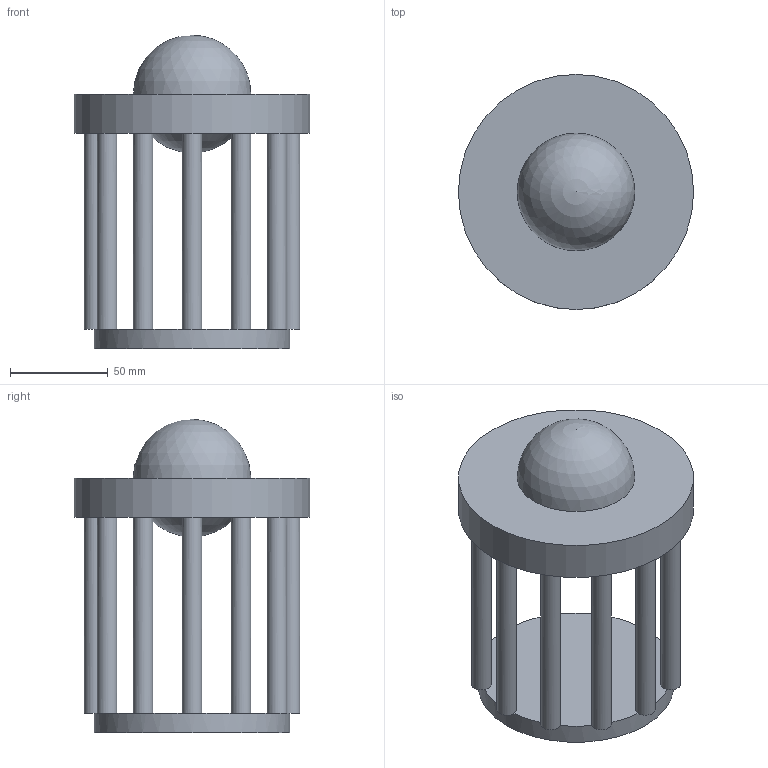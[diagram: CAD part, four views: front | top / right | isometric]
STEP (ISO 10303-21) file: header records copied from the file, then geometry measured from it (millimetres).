
FILE_DESCRIPTION(('Open CASCADE Model'),'2;1');
FILE_NAME('Open CASCADE Shape Model','2024-05-28T13:41:50',('Author'),( 'Open CASCADE'),'Open CASCADE STEP processor 7.7','Open CASCADE 7.7' ,'Unknown');
FILE_SCHEMA(('AUTOMOTIVE_DESIGN { 1 0 10303 214 1 1 1 1 }'));
Length unit declared in the file: millimetre
Products named in the file (1): Open CASCADE STEP translator 7.7 4
Bounding box: 120 x 120 x 160 mm (x, y, z)
Volume: 463908.5 mm3; surface area: 88927.1 mm2
Topology: 1 solids, 1 shells, 32 faces, 96 edges, 56 vertices
Faces by surface type: plane 16, cylinder 14, sphere 2
Full cylindrical faces by diameter (mm): 10 x12, 100 x1, 120 x1
Entity records: 2374 total; most frequent: DIRECTION 428, CARTESIAN_POINT 371, ORIENTED_EDGE 188, PCURVE 188, DEFINITIONAL_REPRESENTATION 188, CIRCLE 158, LINE 124, VECTOR 124
